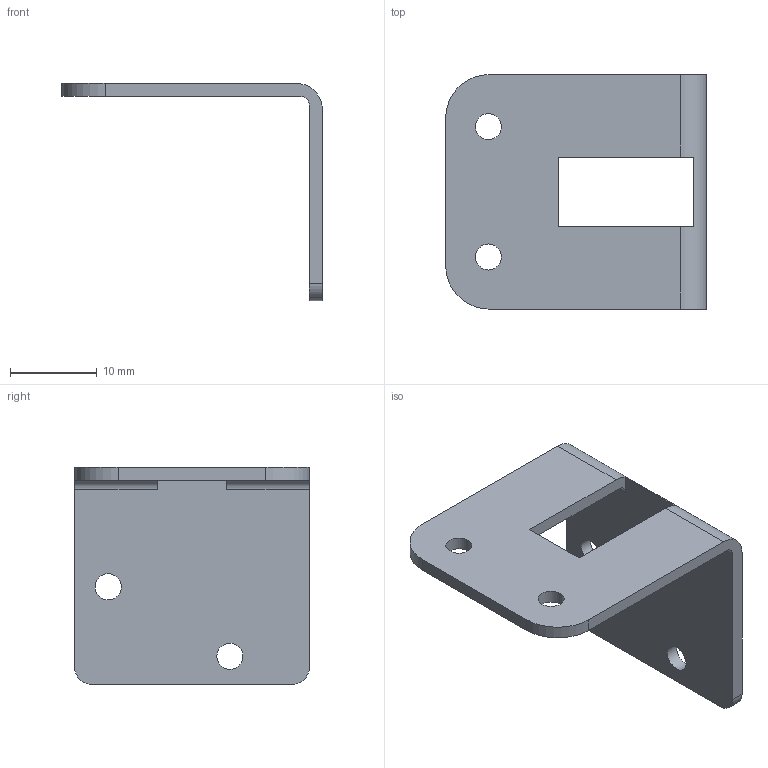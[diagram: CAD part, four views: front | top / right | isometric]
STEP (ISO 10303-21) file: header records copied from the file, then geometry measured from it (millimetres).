
FILE_DESCRIPTION(/* description */ (''),/* implementation_level */ '2;1');
FILE_NAME(/* name */ 'limit switch attachment.stp',/* time_stamp */ '2020-11-19T20:24:48+03:00',/* author */ ('Max'),/* organization */ (''),/* preprocessor_version */ 'ST-DEVELOPER v16.5',/* originating_system */ 'Autodesk Inventor 2017',/* authorisation */ '');
FILE_SCHEMA (('AUTOMOTIVE_DESIGN { 1 0 10303 214 3 1 1 }'));
Length unit declared in the file: millimetre
Products named in the file (1): крепление \X2\043A043E

Bounding box: 30 x 27 x 25 mm (x, y, z)
Volume: 1872.8 mm3; surface area: 2868.6 mm2
Topology: 1 solids, 1 shells, 22 faces, 66 edges, 44 vertices
Faces by surface type: cylinder 11, plane 11
Full cylindrical faces by diameter (mm): 3 x4
Entity records: 778 total; most frequent: DIRECTION 132, CARTESIAN_POINT 129, ORIENTED_EDGE 124, EDGE_CURVE 62, AXIS2_PLACEMENT_3D 47, VERTEX_POINT 44, LINE 38, VECTOR 38
